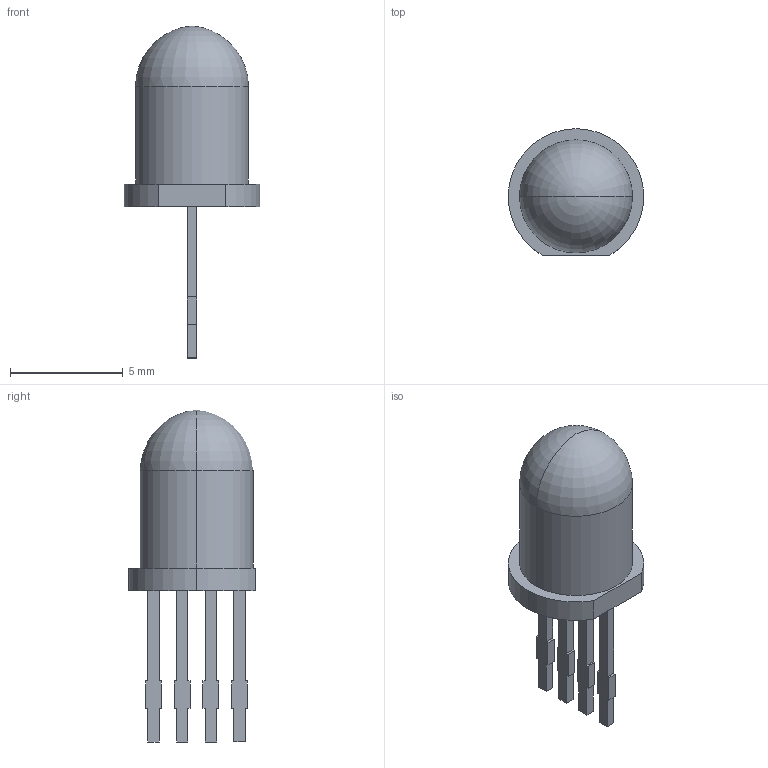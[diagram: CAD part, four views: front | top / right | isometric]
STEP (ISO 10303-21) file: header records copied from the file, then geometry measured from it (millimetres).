
FILE_DESCRIPTION (( 'STEP AP214' ), '1' );
FILE_NAME ('User Library-LED_5MM_RGB v4.STEP', '2022-02-04T12:32:50', ( '' ), ( '' ), 'SwSTEP 2.0', 'SolidWorks 2021', '' );
FILE_SCHEMA (( 'AUTOMOTIVE_DESIGN' ));
Length unit declared in the file: millimetre
Products named in the file (1): User Library-LED_5MM_RGB v4
Bounding box: 6 x 5.6 x 14.69 mm (x, y, z)
Volume: 152 mm3; surface area: 214.5 mm2
Topology: 5 solids, 5 shells, 66 faces, 166 edges, 109 vertices
Faces by surface type: plane 59, cylinder 5, torus 2
Entity records: 2002 total; most frequent: CARTESIAN_POINT 340, ORIENTED_EDGE 328, DIRECTION 310, EDGE_CURVE 164, LINE 152, VECTOR 152, VERTEX_POINT 109, AXIS2_PLACEMENT_3D 79
